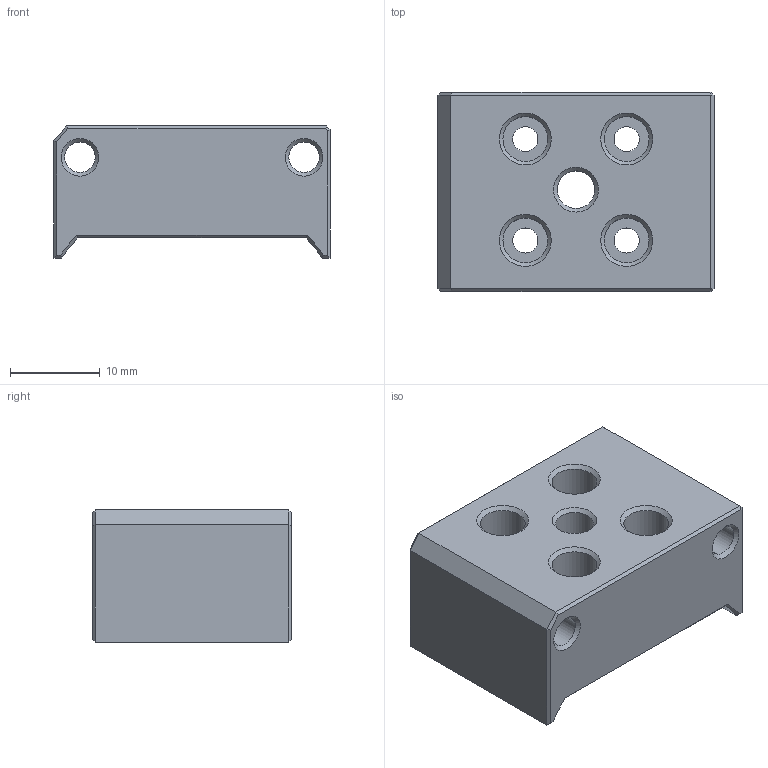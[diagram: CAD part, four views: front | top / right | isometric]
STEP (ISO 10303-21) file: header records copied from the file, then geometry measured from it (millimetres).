
FILE_DESCRIPTION(/* description */ (''),/* implementation_level */ '2;1');
FILE_NAME(/* name */ 'Hotend_Mount_Dragon.step',/* time_stamp */ '2023-01-19T08:17:22-08:00',/* author */ (''),/* organization */ (''),/* preprocessor_version */ 'ST-DEVELOPER v19.2',/* originating_system */ 'Autodesk Translation Framework v11.17.0.187',/* authorisation */ '');
FILE_SCHEMA (('AUTOMOTIVE_DESIGN { 1 0 10303 214 3 1 1 }'));
Length unit declared in the file: millimetre
Products named in the file (1): Hotend_Mount_Dragon
Bounding box: 30.8 x 22.19 x 14.75 mm (x, y, z)
Volume: 7314.4 mm3; surface area: 4016.1 mm2
Topology: 1 solids, 1 shells, 154 faces, 395 edges, 255 vertices
Faces by surface type: plane 81, bspline 47, cylinder 13, cone 13
Full cylindrical faces by diameter (mm): 2.8 x4, 3.4 x2, 4.2 x1, 5 x4
Entity records: 5128 total; most frequent: CARTESIAN_POINT 1628, ORIENTED_EDGE 790, DIRECTION 552, EDGE_CURVE 395, VERTEX_POINT 255, LINE 250, VECTOR 250, EDGE_LOOP 180
